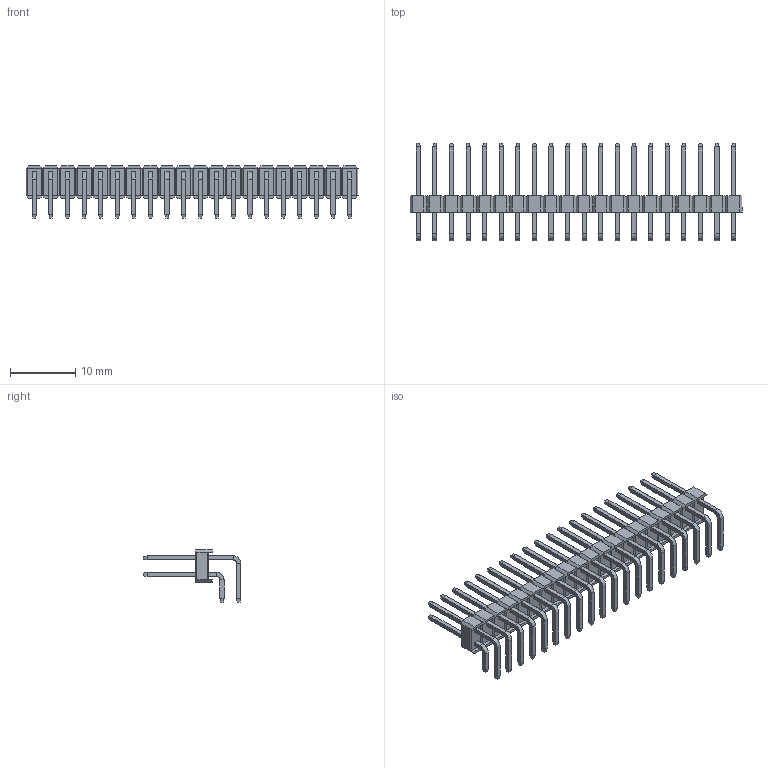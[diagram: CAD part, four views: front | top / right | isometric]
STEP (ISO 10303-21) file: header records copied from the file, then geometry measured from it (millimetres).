
FILE_DESCRIPTION (( 'STEP AP214' ), '1' );
FILE_NAME ('2x20 Male Pin Header Angle.STEP', '2018-11-16T18:43:56', ( 'M.B.I.' ), ( '' ), 'SwSTEP 2.0', '', '' );
FILE_SCHEMA (( 'AUTOMOTIVE_DESIGN' ));
Length unit declared in the file: millimetre
Products named in the file (1): 2x20 Male Pin Header Angle
Bounding box: 50.8 x 14.9 x 8 mm (x, y, z)
Volume: 771.5 mm3; surface area: 2946.1 mm2
Topology: 41 solids, 41 shells, 1448 faces, 3414 edges, 2048 vertices
Faces by surface type: plane 1368, cylinder 80
Entity records: 40460 total; most frequent: CARTESIAN_POINT 6911, ORIENTED_EDGE 6828, DIRECTION 6472, EDGE_CURVE 3414, VECTOR 3254, LINE 3254, VERTEX_POINT 2048, AXIS2_PLACEMENT_3D 1609
